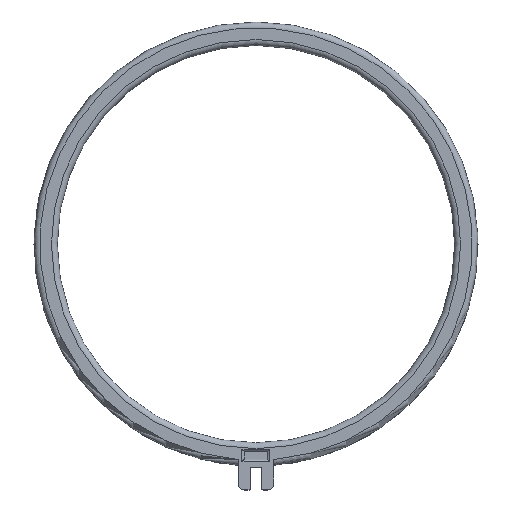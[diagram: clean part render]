
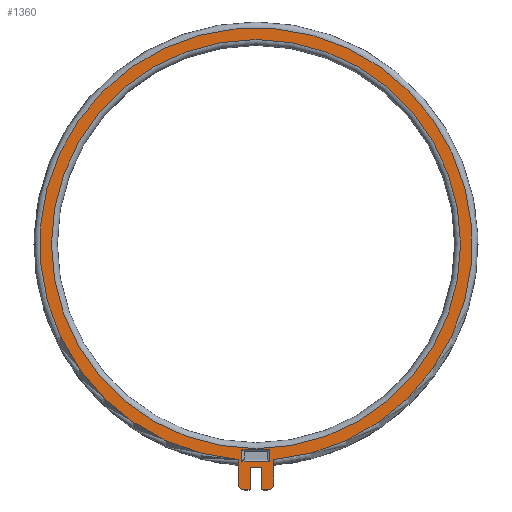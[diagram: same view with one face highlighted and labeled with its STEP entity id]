
A CAD part, top view. The second image highlights one B-rep face of the part: STEP entity #1360.
In plain terms, the highlighted planar face has unit normal (0, 0, 1).
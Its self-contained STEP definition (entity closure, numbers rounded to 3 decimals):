
#62=FACE_BOUND('',#382,.T.);
#63=FACE_BOUND('',#383,.T.);
#193=CIRCLE('',#1550,0.5);
#194=CIRCLE('',#1551,1.);
#195=CIRCLE('',#1552,1.);
#196=CIRCLE('',#1553,0.5);
#197=CIRCLE('',#1554,2.5);
#198=CIRCLE('',#1555,92.5);
#199=CIRCLE('',#1556,2.5);
#200=CIRCLE('',#1557,87.5);
#268=FACE_OUTER_BOUND('',#381,.T.);
#381=EDGE_LOOP('',(#1122,#1123,#1124,#1125,#1126,#1127,#1128,#1129,#1130,
#1131,#1132,#1133,#1134,#1135));
#382=EDGE_LOOP('',(#1136));
#383=EDGE_LOOP('',(#1137,#1138,#1139,#1140));
#469=LINE('',#2569,#548);
#470=LINE('',#2574,#549);
#471=LINE('',#2578,#550);
#472=LINE('',#2581,#551);
#474=LINE('',#2589,#553);
#475=LINE('',#2593,#554);
#476=LINE('',#2597,#555);
#477=LINE('',#2601,#556);
#478=LINE('',#2605,#557);
#479=LINE('',#2609,#558);
#480=LINE('',#2612,#559);
#548=VECTOR('',#1889,10.);
#549=VECTOR('',#1896,10.);
#550=VECTOR('',#1901,10.);
#551=VECTOR('',#1906,10.);
#553=VECTOR('',#1914,10.);
#554=VECTOR('',#1917,10.);
#555=VECTOR('',#1920,10.);
#556=VECTOR('',#1923,10.);
#557=VECTOR('',#1926,10.);
#558=VECTOR('',#1929,10.);
#559=VECTOR('',#1932,10.);
#672=VERTEX_POINT('',#2567);
#673=VERTEX_POINT('',#2568);
#674=VERTEX_POINT('',#2573);
#675=VERTEX_POINT('',#2577);
#676=VERTEX_POINT('',#2585);
#677=VERTEX_POINT('',#2586);
#678=VERTEX_POINT('',#2588);
#679=VERTEX_POINT('',#2590);
#680=VERTEX_POINT('',#2592);
#681=VERTEX_POINT('',#2594);
#682=VERTEX_POINT('',#2596);
#683=VERTEX_POINT('',#2598);
#684=VERTEX_POINT('',#2600);
#685=VERTEX_POINT('',#2602);
#686=VERTEX_POINT('',#2604);
#687=VERTEX_POINT('',#2606);
#688=VERTEX_POINT('',#2608);
#689=VERTEX_POINT('',#2610);
#690=VERTEX_POINT('',#2613);
#827=EDGE_CURVE('',#672,#673,#469,.T.);
#830=EDGE_CURVE('',#673,#674,#470,.T.);
#832=EDGE_CURVE('',#674,#675,#471,.T.);
#834=EDGE_CURVE('',#675,#672,#472,.T.);
#836=EDGE_CURVE('',#676,#677,#193,.T.);
#837=EDGE_CURVE('',#676,#678,#474,.T.);
#838=EDGE_CURVE('',#679,#678,#194,.T.);
#839=EDGE_CURVE('',#679,#680,#475,.T.);
#840=EDGE_CURVE('',#681,#680,#195,.T.);
#841=EDGE_CURVE('',#681,#682,#476,.T.);
#842=EDGE_CURVE('',#683,#682,#196,.T.);
#843=EDGE_CURVE('',#684,#683,#477,.T.);
#844=EDGE_CURVE('',#684,#685,#197,.T.);
#845=EDGE_CURVE('',#686,#685,#478,.T.);
#846=EDGE_CURVE('',#687,#686,#198,.T.);
#847=EDGE_CURVE('',#688,#687,#479,.T.);
#848=EDGE_CURVE('',#688,#689,#199,.T.);
#849=EDGE_CURVE('',#677,#689,#480,.T.);
#850=EDGE_CURVE('',#690,#690,#200,.T.);
#1122=ORIENTED_EDGE('',*,*,#836,.F.);
#1123=ORIENTED_EDGE('',*,*,#837,.T.);
#1124=ORIENTED_EDGE('',*,*,#838,.F.);
#1125=ORIENTED_EDGE('',*,*,#839,.T.);
#1126=ORIENTED_EDGE('',*,*,#840,.F.);
#1127=ORIENTED_EDGE('',*,*,#841,.T.);
#1128=ORIENTED_EDGE('',*,*,#842,.F.);
#1129=ORIENTED_EDGE('',*,*,#843,.F.);
#1130=ORIENTED_EDGE('',*,*,#844,.T.);
#1131=ORIENTED_EDGE('',*,*,#845,.F.);
#1132=ORIENTED_EDGE('',*,*,#846,.F.);
#1133=ORIENTED_EDGE('',*,*,#847,.F.);
#1134=ORIENTED_EDGE('',*,*,#848,.T.);
#1135=ORIENTED_EDGE('',*,*,#849,.F.);
#1136=ORIENTED_EDGE('',*,*,#850,.F.);
#1137=ORIENTED_EDGE('',*,*,#827,.F.);
#1138=ORIENTED_EDGE('',*,*,#834,.F.);
#1139=ORIENTED_EDGE('',*,*,#832,.F.);
#1140=ORIENTED_EDGE('',*,*,#830,.F.);
#1291=PLANE('',#1549);
#1360=ADVANCED_FACE('',(#268,#62,#63),#1291,.T.);
#1549=AXIS2_PLACEMENT_3D('',#2584,#1910,#1911);
#1550=AXIS2_PLACEMENT_3D('',#2587,#1912,#1913);
#1551=AXIS2_PLACEMENT_3D('',#2591,#1915,#1916);
#1552=AXIS2_PLACEMENT_3D('',#2595,#1918,#1919);
#1553=AXIS2_PLACEMENT_3D('',#2599,#1921,#1922);
#1554=AXIS2_PLACEMENT_3D('',#2603,#1924,#1925);
#1555=AXIS2_PLACEMENT_3D('',#2607,#1927,#1928);
#1556=AXIS2_PLACEMENT_3D('',#2611,#1930,#1931);
#1557=AXIS2_PLACEMENT_3D('',#2614,#1933,#1934);
#1889=DIRECTION('',(0.,1.,0.));
#1896=DIRECTION('',(-1.,0.,0.));
#1901=DIRECTION('',(0.,-1.,0.));
#1906=DIRECTION('',(1.,0.,0.));
#1910=DIRECTION('center_axis',(0.,0.,1.));
#1911=DIRECTION('ref_axis',(1.,0.,0.));
#1912=DIRECTION('center_axis',(0.,0.,-1.));
#1913=DIRECTION('ref_axis',(0.707,-0.707,0.));
#1914=DIRECTION('',(0.,1.,0.));
#1915=DIRECTION('center_axis',(0.,0.,1.));
#1916=DIRECTION('ref_axis',(-0.707,0.707,0.));
#1917=DIRECTION('',(1.,0.,0.));
#1918=DIRECTION('center_axis',(0.,0.,1.));
#1919=DIRECTION('ref_axis',(0.707,0.707,0.));
#1920=DIRECTION('',(0.,-1.,0.));
#1921=DIRECTION('center_axis',(0.,0.,-1.));
#1922=DIRECTION('ref_axis',(-0.707,-0.707,0.));
#1923=DIRECTION('',(-1.,0.,0.));
#1924=DIRECTION('center_axis',(0.,0.,1.));
#1925=DIRECTION('ref_axis',(0.,-1.,0.));
#1926=DIRECTION('',(0.,-1.,0.));
#1927=DIRECTION('center_axis',(0.,0.,-1.));
#1928=DIRECTION('ref_axis',(1.,0.,0.));
#1929=DIRECTION('',(0.,1.,0.));
#1930=DIRECTION('center_axis',(0.,0.,1.));
#1931=DIRECTION('ref_axis',(-1.,0.,0.));
#1932=DIRECTION('',(-1.,0.,0.));
#1933=DIRECTION('center_axis',(0.,0.,1.));
#1934=DIRECTION('ref_axis',(-1.,0.,0.));
#2567=CARTESIAN_POINT('',(5.81,-93.063,20.));
#2568=CARTESIAN_POINT('',(5.81,-87.691,20.));
#2569=CARTESIAN_POINT('',(5.81,-44.346,20.));
#2573=CARTESIAN_POINT('',(-6.,-87.691,20.));
#2574=CARTESIAN_POINT('',(-2.5,-87.691,20.));
#2577=CARTESIAN_POINT('',(-6.,-93.063,20.));
#2578=CARTESIAN_POINT('',(-6.,-46.031,20.));
#2581=CARTESIAN_POINT('',(2.405,-93.063,20.));
#2584=CARTESIAN_POINT('Origin',(0.,0.,20.));
#2585=CARTESIAN_POINT('',(-2.455,-104.682,20.));
#2586=CARTESIAN_POINT('',(-2.955,-105.182,20.));
#2587=CARTESIAN_POINT('Origin',(-2.955,-104.682,20.));
#2588=CARTESIAN_POINT('',(-2.455,-96.37,20.));
#2589=CARTESIAN_POINT('',(-2.455,-52.685,20.));
#2590=CARTESIAN_POINT('',(-1.455,-95.37,20.));
#2591=CARTESIAN_POINT('Origin',(-1.455,-96.37,20.));
#2592=CARTESIAN_POINT('',(1.545,-95.37,20.));
#2593=CARTESIAN_POINT('',(-1.228,-95.37,20.));
#2594=CARTESIAN_POINT('',(2.545,-96.37,20.));
#2595=CARTESIAN_POINT('Origin',(1.545,-96.37,20.));
#2596=CARTESIAN_POINT('',(2.545,-104.682,20.));
#2597=CARTESIAN_POINT('',(2.545,-47.685,20.));
#2598=CARTESIAN_POINT('',(3.045,-105.182,20.));
#2599=CARTESIAN_POINT('Origin',(3.045,-104.682,20.));
#2600=CARTESIAN_POINT('',(5.045,-105.182,20.));
#2601=CARTESIAN_POINT('',(5.045,-105.182,20.));
#2602=CARTESIAN_POINT('',(7.545,-102.682,20.));
#2603=CARTESIAN_POINT('Origin',(5.045,-102.682,20.));
#2604=CARTESIAN_POINT('',(7.545,-92.192,20.));
#2605=CARTESIAN_POINT('',(7.545,-89.682,20.));
#2606=CARTESIAN_POINT('',(-7.455,-92.199,20.));
#2607=CARTESIAN_POINT('Origin',(0.,0.,20.));
#2608=CARTESIAN_POINT('',(-7.455,-102.682,20.));
#2609=CARTESIAN_POINT('',(-7.455,-102.682,20.));
#2610=CARTESIAN_POINT('',(-4.955,-105.182,20.));
#2611=CARTESIAN_POINT('Origin',(-4.955,-102.682,20.));
#2612=CARTESIAN_POINT('',(5.045,-105.182,20.));
#2613=CARTESIAN_POINT('',(87.5,0.,20.));
#2614=CARTESIAN_POINT('Origin',(0.,0.,20.));
